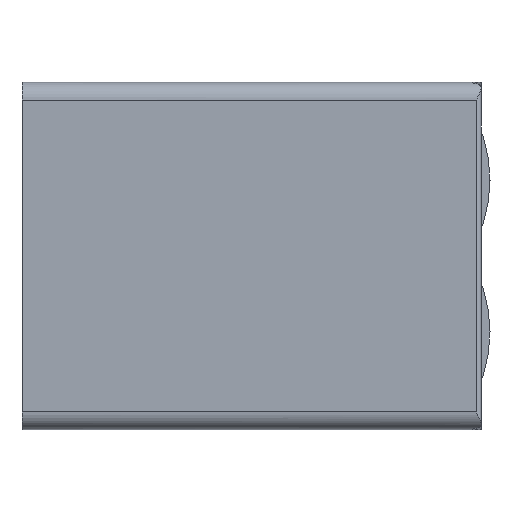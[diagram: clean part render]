
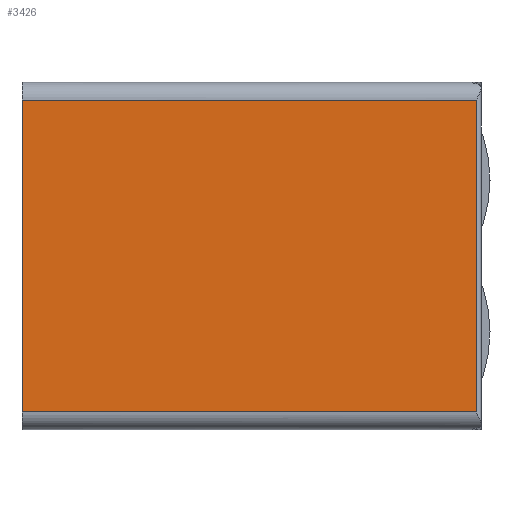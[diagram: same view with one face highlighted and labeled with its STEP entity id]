
A CAD part, front view. The second image highlights one B-rep face of the part: STEP entity #3426.
In plain terms, the highlighted planar face has unit normal (0, -1, 0).
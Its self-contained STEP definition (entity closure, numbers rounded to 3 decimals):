
#11 = EDGE_CURVE ( 'NONE', #1054, #751, #4498, .T. ) ;
#130 = CARTESIAN_POINT ( 'NONE',  ( 20.67, 0., 15. ) ) ;
#286 = ORIENTED_EDGE ( 'NONE', *, *, #1594, .F. ) ;
#414 = EDGE_CURVE ( 'NONE', #1054, #3437, #4130, .T. ) ;
#449 = PLANE ( 'NONE',  #2074 ) ;
#630 = DIRECTION ( 'NONE',  ( 0., 0., -1. ) ) ;
#647 = DIRECTION ( 'NONE',  ( -1., 0., 0. ) ) ;
#649 = DIRECTION ( 'NONE',  ( 0., -1., 0. ) ) ;
#743 = LINE ( 'NONE', #1104, #2425 ) ;
#751 = VERTEX_POINT ( 'NONE', #2673 ) ;
#787 = DIRECTION ( 'NONE',  ( -1., 0., 0. ) ) ;
#931 = CARTESIAN_POINT ( 'NONE',  ( 20.67, 0., 0.8 ) ) ;
#1039 = CARTESIAN_POINT ( 'NONE',  ( 0., 0., 0.8 ) ) ;
#1054 = VERTEX_POINT ( 'NONE', #130 ) ;
#1093 = ORIENTED_EDGE ( 'NONE', *, *, #11, .F. ) ;
#1104 = CARTESIAN_POINT ( 'NONE',  ( 0., 0., 0.8 ) ) ;
#1118 = VECTOR ( 'NONE', #647, 1000. ) ;
#1328 = VECTOR ( 'NONE', #630, 1000. ) ;
#1594 = EDGE_CURVE ( 'NONE', #751, #2960, #743, .T. ) ;
#1689 = CARTESIAN_POINT ( 'NONE',  ( 0., 0., 15. ) ) ;
#1843 = VECTOR ( 'NONE', #4369, 1000. ) ;
#1857 = ORIENTED_EDGE ( 'NONE', *, *, #414, .T. ) ;
#2074 = AXIS2_PLACEMENT_3D ( 'NONE', #1039, #649, #3148 ) ;
#2269 = CARTESIAN_POINT ( 'NONE',  ( 0., 0., 0.8 ) ) ;
#2425 = VECTOR ( 'NONE', #787, 1000. ) ;
#2551 = LINE ( 'NONE', #2600, #1843 ) ;
#2600 = CARTESIAN_POINT ( 'NONE',  ( 0., 0., 15. ) ) ;
#2673 = CARTESIAN_POINT ( 'NONE',  ( 20.67, 0., 0.8 ) ) ;
#2790 = EDGE_LOOP ( 'NONE', ( #3673, #286, #1093, #1857 ) ) ;
#2960 = VERTEX_POINT ( 'NONE', #2269 ) ;
#3148 = DIRECTION ( 'NONE',  ( 1., 0., 0. ) ) ;
#3426 = ADVANCED_FACE ( 'NONE', ( #4175 ), #449, .T. ) ;
#3437 = VERTEX_POINT ( 'NONE', #1689 ) ;
#3641 = EDGE_CURVE ( 'NONE', #3437, #2960, #2551, .T. ) ;
#3673 = ORIENTED_EDGE ( 'NONE', *, *, #3641, .T. ) ;
#3782 = CARTESIAN_POINT ( 'NONE',  ( 20.67, 0., 15. ) ) ;
#4130 = LINE ( 'NONE', #3782, #1118 ) ;
#4175 = FACE_OUTER_BOUND ( 'NONE', #2790, .T. ) ;
#4369 = DIRECTION ( 'NONE',  ( 0., 0., -1. ) ) ;
#4498 = LINE ( 'NONE', #931, #1328 ) ;
